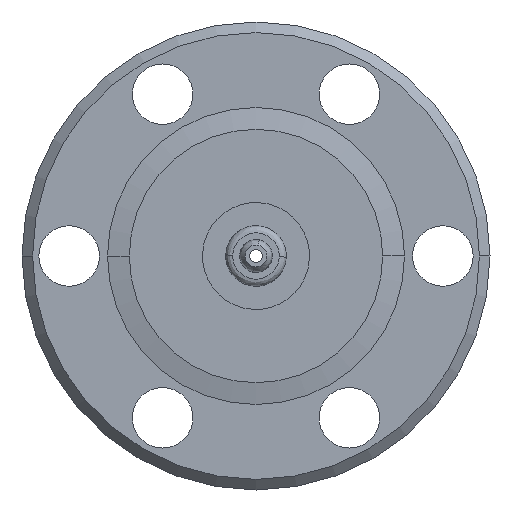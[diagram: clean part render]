
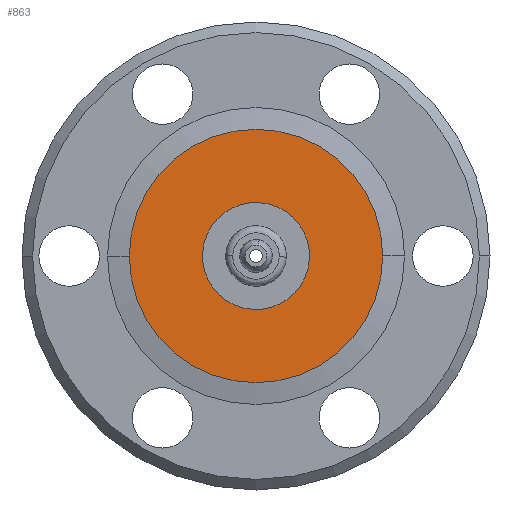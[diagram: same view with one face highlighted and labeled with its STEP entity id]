
A CAD part, front view. The second image highlights one B-rep face of the part: STEP entity #863.
In plain terms, the highlighted planar face has unit normal (0, -1, 0).
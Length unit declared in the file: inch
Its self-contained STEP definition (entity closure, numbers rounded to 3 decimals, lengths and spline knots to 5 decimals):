
#108 = CARTESIAN_POINT ( 'NONE',  ( 0., 0.72412, 0. ) ) ;
#109 = DIRECTION ( 'NONE',  ( 0., -1., 0. ) ) ;
#110 = DIRECTION ( 'NONE',  ( -0.545, 0., -0.839 ) ) ;
#668 = EDGE_LOOP ( 'NONE', ( #2404, #2403 ) ) ;
#776 = EDGE_CURVE ( 'NONE', #1368, #1382, #5309, .T. ) ;
#863 = ADVANCED_FACE ( 'NONE', ( #5584, #5577 ), #5585, .F. ) ;
#1368 = VERTEX_POINT ( 'NONE', #3832 ) ;
#1372 = VERTEX_POINT ( 'NONE', #3841 ) ;
#1382 = VERTEX_POINT ( 'NONE', #3850 ) ;
#1406 = VERTEX_POINT ( 'NONE', #3871 ) ;
#1488 = EDGE_LOOP ( 'NONE', ( #2402, #2401 ) ) ;
#1758 = EDGE_CURVE ( 'NONE', #1406, #1372, #2567, .T. ) ;
#1760 = EDGE_CURVE ( 'NONE', #1382, #1368, #4470, .T. ) ;
#1820 = EDGE_CURVE ( 'NONE', #1372, #1406, #4826, .T. ) ;
#2102 = DIRECTION ( 'NONE',  ( -1., 0., 0. ) ) ;
#2104 = DIRECTION ( 'NONE',  ( 0., 1., 0. ) ) ;
#2105 = CARTESIAN_POINT ( 'NONE',  ( 0., 0.72412, 0. ) ) ;
#2401 = ORIENTED_EDGE ( 'NONE', *, *, #1820, .F. ) ;
#2402 = ORIENTED_EDGE ( 'NONE', *, *, #1758, .F. ) ;
#2403 = ORIENTED_EDGE ( 'NONE', *, *, #776, .F. ) ;
#2404 = ORIENTED_EDGE ( 'NONE', *, *, #1760, .F. ) ;
#2567 = CIRCLE ( 'NONE', #4500, 0.152 ) ;
#2944 = AXIS2_PLACEMENT_3D ( 'NONE', #5581, #5587, #5588 ) ;
#3832 = CARTESIAN_POINT ( 'NONE',  ( 0.36, 0.72412, 0. ) ) ;
#3841 = CARTESIAN_POINT ( 'NONE',  ( 0.08279, 0.72412, 0.12748 ) ) ;
#3850 = CARTESIAN_POINT ( 'NONE',  ( -0.36, 0.72412, 0. ) ) ;
#3871 = CARTESIAN_POINT ( 'NONE',  ( -0.08279, 0.72412, -0.12748 ) ) ;
#4469 = AXIS2_PLACEMENT_3D ( 'NONE', #4590, #4591, #4592 ) ;
#4470 = CIRCLE ( 'NONE', #4469, 0.36 ) ;
#4500 = AXIS2_PLACEMENT_3D ( 'NONE', #4584, #4585, #4586 ) ;
#4584 = CARTESIAN_POINT ( 'NONE',  ( 0., 0.72412, 0. ) ) ;
#4585 = DIRECTION ( 'NONE',  ( 0., -1., 0. ) ) ;
#4586 = DIRECTION ( 'NONE',  ( -0.545, 0., -0.839 ) ) ;
#4590 = CARTESIAN_POINT ( 'NONE',  ( 0., 0.72412, 0. ) ) ;
#4591 = DIRECTION ( 'NONE',  ( 0., 1., 0. ) ) ;
#4592 = DIRECTION ( 'NONE',  ( -1., 0., 0. ) ) ;
#4826 = CIRCLE ( 'NONE', #4838, 0.152 ) ;
#4838 = AXIS2_PLACEMENT_3D ( 'NONE', #108, #109, #110 ) ;
#5270 = AXIS2_PLACEMENT_3D ( 'NONE', #2105, #2104, #2102 ) ;
#5309 = CIRCLE ( 'NONE', #5270, 0.36 ) ;
#5577 = FACE_BOUND ( 'NONE', #1488, .T. ) ;
#5581 = CARTESIAN_POINT ( 'NONE',  ( 0., 0.72412, 0. ) ) ;
#5584 = FACE_OUTER_BOUND ( 'NONE', #668, .T. ) ;
#5585 = PLANE ( 'NONE',  #2944 ) ;
#5587 = DIRECTION ( 'NONE',  ( 0., 1., 0. ) ) ;
#5588 = DIRECTION ( 'NONE',  ( 0.545, 0., 0.839 ) ) ;
